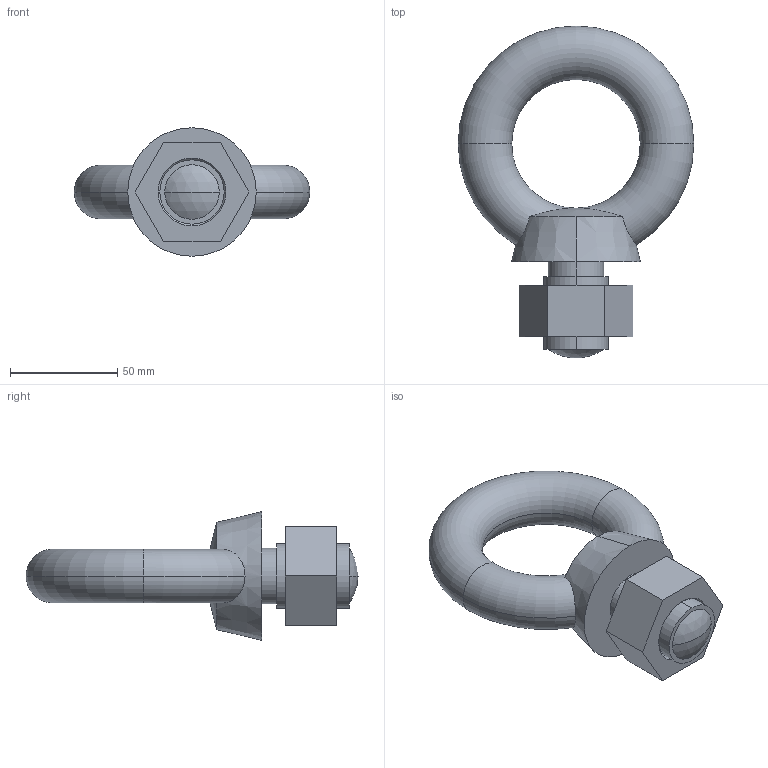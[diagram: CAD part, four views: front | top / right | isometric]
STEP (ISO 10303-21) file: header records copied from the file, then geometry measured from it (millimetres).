
FILE_DESCRIPTION (( 'STEP AP203' ), '1' );
FILE_NAME ('B-1130-30.STEP', '2009-10-02T05:39:29', ( ' ' ), ( ' ' ), 'SwSTEP 2.0', 'SolidWorks 2007', '' );
FILE_SCHEMA (( 'CONFIG_CONTROL_DESIGN' ));
Length unit declared in the file: millimetre
Products named in the file (3): B-1130-30六角ナットM30__ﾃﾞﾌｫﾙﾄ; B-1130-30__蹬怮椔; B-1130-30
Assembly tree (2 placements, depth 2):
  B-1130-30
    B-1130-30六角ナットM30__ﾃﾞﾌｫﾙﾄ
    B-1130-30__蹬怮椔
Bounding box: 110 x 155 x 60 mm (x, y, z)
Volume: 218356.3 mm3; surface area: 37569.3 mm2
Topology: 2 solids, 2 shells, 31 faces, 72 edges, 46 vertices
Faces by surface type: plane 11, cylinder 6, torus 6, cone 4, sphere 4
Entity records: 1387 total; most frequent: CARTESIAN_POINT 350, DIRECTION 172, ORIENTED_EDGE 144, EDGE_CURVE 72, AXIS2_PLACEMENT_3D 72, VERTEX_POINT 46, EDGE_LOOP 36, CIRCLE 36
